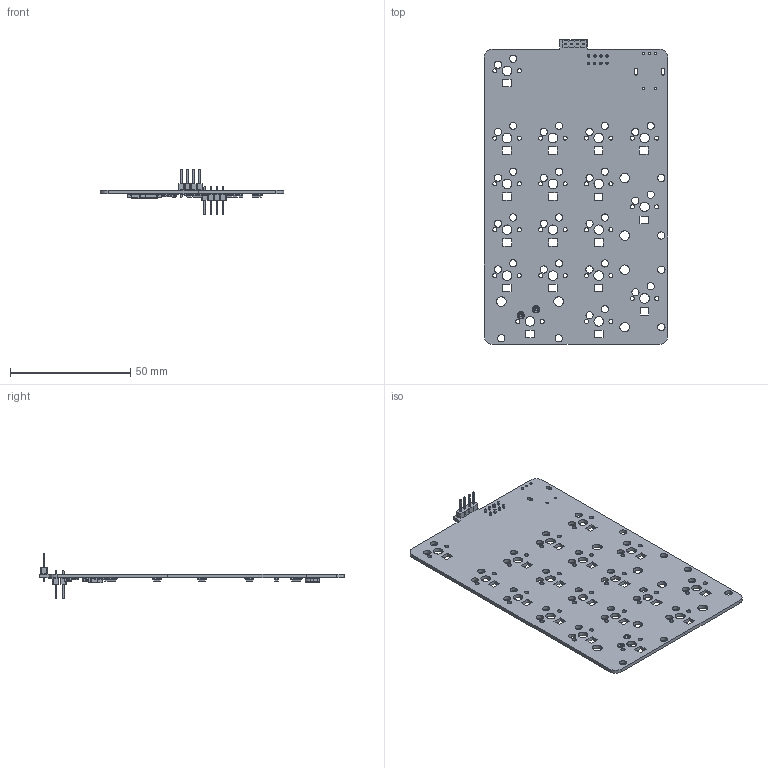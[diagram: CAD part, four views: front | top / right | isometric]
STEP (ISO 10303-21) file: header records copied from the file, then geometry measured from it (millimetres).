
FILE_DESCRIPTION(('KiCad electronic assembly'),'2;1');
FILE_NAME('WIRELESS.step','2025-07-05T18:00:28',('Pcbnew'),('Kicad'), 'Open CASCADE STEP processor 7.8','KiCad to STEP converter','Unknown' );
FILE_SCHEMA(('AUTOMOTIVE_DESIGN { 1 0 10303 214 1 1 1 1 }'));
Length unit declared in the file: millimetre
Products named in the file (15): WIRELESS 1; PinHeader_1x04_P2.54mm_Vertical; SOT-23; D_SOD-323F; R_0603_1608Metric; SOT-23-5; Crystal_SMD_MicroCrystal_CM9V-T1A-2Pin_1.6x1.0mm; D_SOD-123; R_0402_1005Metric; MX-Hotswap-Socket; Hirose_FH12-6S-0.5SH_1x06-1MP_P0.50mm_Horizontal; body; lock; pins; WIRELESS_PCB
Assembly tree (43 placements, depth 3):
  WIRELESS 1
    PinHeader_1x04_P2.54mm_Vertical  x3
    SOT-23  x2
    D_SOD-323F
    R_0603_1608Metric  x5
    SOT-23-5  x2
    Crystal_SMD_MicroCrystal_CM9V-T1A-2Pin_1.6x1.0mm
    D_SOD-123  x19
    R_0402_1005Metric  x4
    MX-Hotswap-Socket
    Hirose_FH12-6S-0.5SH_1x06-1MP_P0.50mm_Horizontal
      body
      lock
      pins
    WIRELESS_PCB
Bounding box: 76.33 x 126.76 x 18.76 mm (x, y, z)
Volume: 13355.6 mm3; surface area: 21054.4 mm2
Topology: 42 solids, 42 shells, 2822 faces, 7007 edges, 4325 vertices
Faces by surface type: plane 1667, bspline 616, cylinder 515, cone 20, torus 4
Full cylindrical faces by diameter (mm): 1 x17, 1.702 x36, 2.9 x2, 3 x36, 3.048 x6, 3.988 x24
Entity records: 37486 total; most frequent: CARTESIAN_POINT 6348, ORIENTED_EDGE 5580, DIRECTION 5223, EDGE_CURVE 2790, LINE 2071, VECTOR 2071, VERTEX_POINT 1789, AXIS2_PLACEMENT_3D 1576
